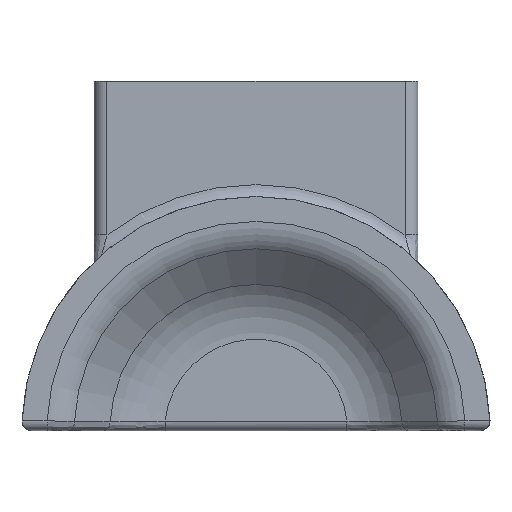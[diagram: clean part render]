
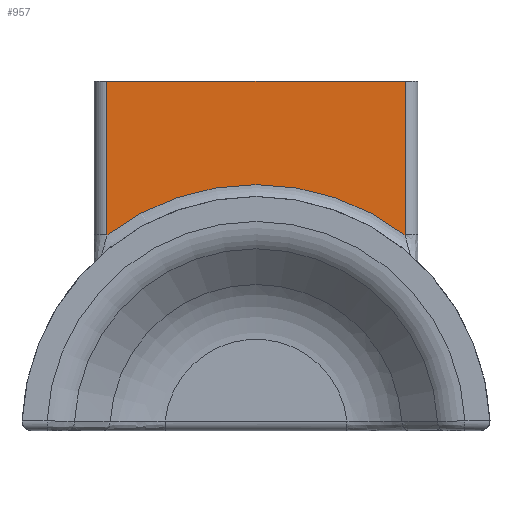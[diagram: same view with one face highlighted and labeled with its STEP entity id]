
A CAD part, top view. The second image highlights one B-rep face of the part: STEP entity #957.
In plain terms, the highlighted planar face has unit normal (0, 0, 1).
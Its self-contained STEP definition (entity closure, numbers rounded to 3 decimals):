
#97=PLANE('',#1056);
#144=FACE_OUTER_BOUND('',#202,.T.);
#202=EDGE_LOOP('',(#793,#794,#795,#796));
#256=LINE('',#2092,#309);
#257=LINE('',#2095,#310);
#260=LINE('',#2107,#313);
#309=VECTOR('',#1242,10.);
#310=VECTOR('',#1245,10.);
#313=VECTOR('',#1258,10.);
#366=CIRCLE('',#1057,38.156);
#445=VERTEX_POINT('',#2081);
#446=VERTEX_POINT('',#2090);
#447=VERTEX_POINT('',#2094);
#451=VERTEX_POINT('',#2105);
#574=EDGE_CURVE('',#445,#446,#256,.T.);
#575=EDGE_CURVE('',#447,#446,#257,.T.);
#581=EDGE_CURVE('',#451,#445,#366,.T.);
#582=EDGE_CURVE('',#447,#451,#260,.T.);
#793=ORIENTED_EDGE('',*,*,#574,.F.);
#794=ORIENTED_EDGE('',*,*,#581,.F.);
#795=ORIENTED_EDGE('',*,*,#582,.F.);
#796=ORIENTED_EDGE('',*,*,#575,.T.);
#957=ADVANCED_FACE('',(#144),#97,.T.);
#1056=AXIS2_PLACEMENT_3D('',#2104,#1254,#1255);
#1057=AXIS2_PLACEMENT_3D('',#2106,#1256,#1257);
#1242=DIRECTION('',(0.,-1.,0.));
#1245=DIRECTION('',(1.,0.,0.));
#1254=DIRECTION('center_axis',(0.,0.,1.));
#1255=DIRECTION('ref_axis',(-1.,0.,0.));
#1256=DIRECTION('center_axis',(0.,0.,1.));
#1257=DIRECTION('ref_axis',(0.,1.,0.));
#1258=DIRECTION('',(0.,1.,0.));
#2081=CARTESIAN_POINT('',(23.105,7.734,-0.565));
#2090=CARTESIAN_POINT('',(23.105,-16.1,-0.565));
#2092=CARTESIAN_POINT('',(23.105,10.234,-0.565));
#2094=CARTESIAN_POINT('',(-23.105,-16.1,-0.565));
#2095=CARTESIAN_POINT('',(-6.276,-16.1,-0.565));
#2104=CARTESIAN_POINT('Origin',(0.,0.,-0.565));
#2105=CARTESIAN_POINT('',(-23.105,7.734,-0.565));
#2106=CARTESIAN_POINT('Origin',(0.,38.1,-0.565));
#2107=CARTESIAN_POINT('',(-23.105,10.234,-0.565));
